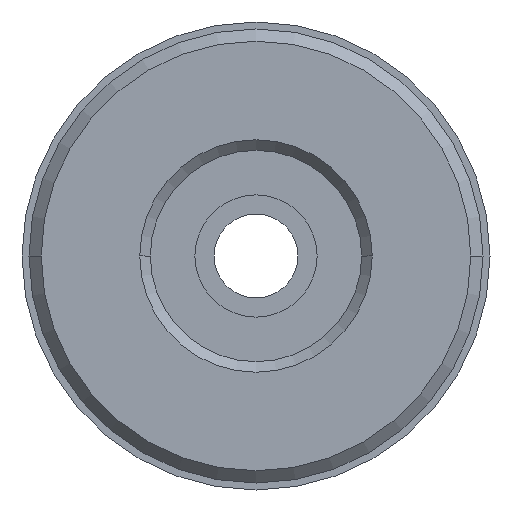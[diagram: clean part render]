
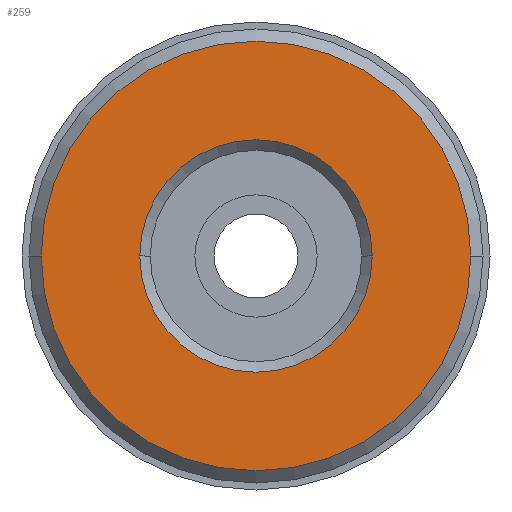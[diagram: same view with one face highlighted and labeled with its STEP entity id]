
A CAD part, front view. The second image highlights one B-rep face of the part: STEP entity #259.
In plain terms, the highlighted planar face has unit normal (0, -1, 0).
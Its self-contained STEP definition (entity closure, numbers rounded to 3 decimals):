
#259=ADVANCED_FACE('',(#528,#529),#530,.T.);
#528=FACE_BOUND('',#789,.T.);
#529=FACE_OUTER_BOUND('',#790,.T.);
#530=PLANE('',#791);
#789=EDGE_LOOP('',(#1432,#1433));
#790=EDGE_LOOP('',(#1434,#1435));
#791=AXIS2_PLACEMENT_3D('',#1436,#1437,#1438);
#1432=ORIENTED_EDGE('',*,*,#1555,.T.);
#1433=ORIENTED_EDGE('',*,*,#1553,.T.);
#1434=ORIENTED_EDGE('',*,*,#1490,.F.);
#1435=ORIENTED_EDGE('',*,*,#1644,.F.);
#1436=CARTESIAN_POINT('',(6.15,0.0,0.0));
#1437=DIRECTION('',(-0.0,-1.0,-0.0));
#1438=DIRECTION('',(-1.0,0.0,0.0));
#1490=EDGE_CURVE('',#1771,#1773,#1774,.T.);
#1553=EDGE_CURVE('',#1880,#1882,#1884,.T.);
#1555=EDGE_CURVE('',#1882,#1880,#1886,.T.);
#1644=EDGE_CURVE('',#1773,#1771,#1991,.T.);
#1771=VERTEX_POINT('',#2138);
#1773=VERTEX_POINT('',#2141);
#1774=CIRCLE('',#2142,12.3);
#1880=VERTEX_POINT('',#2311);
#1882=VERTEX_POINT('',#2314);
#1884=CIRCLE('',#2317,6.655);
#1886=CIRCLE('',#2319,6.655);
#1991=CIRCLE('',#2650,12.3);
#2138=CARTESIAN_POINT('',(12.3,0.0,0.0));
#2141=CARTESIAN_POINT('',(-12.3,0.0,0.));
#2142=AXIS2_PLACEMENT_3D('',#2767,#2768,#2769);
#2311=CARTESIAN_POINT('',(6.655,0.0,0.));
#2314=CARTESIAN_POINT('',(-6.655,0.0,0.));
#2317=AXIS2_PLACEMENT_3D('',#2863,#2864,#2865);
#2319=AXIS2_PLACEMENT_3D('',#2866,#2867,#2868);
#2650=AXIS2_PLACEMENT_3D('',#2959,#2960,#2961);
#2767=CARTESIAN_POINT('',(0.0,0.0,0.0));
#2768=DIRECTION('',(-0.0,1.0,0.0));
#2769=DIRECTION('',(1.0,0.0,0.0));
#2863=CARTESIAN_POINT('',(0.0,0.0,0.0));
#2864=DIRECTION('',(-0.0,1.0,0.0));
#2865=DIRECTION('',(1.0,0.0,0.0));
#2866=CARTESIAN_POINT('',(0.0,0.0,0.0));
#2867=DIRECTION('',(-0.0,1.0,0.0));
#2868=DIRECTION('',(1.0,0.0,0.0));
#2959=CARTESIAN_POINT('',(0.0,0.0,0.0));
#2960=DIRECTION('',(-0.0,1.0,0.0));
#2961=DIRECTION('',(1.0,0.0,0.0));
